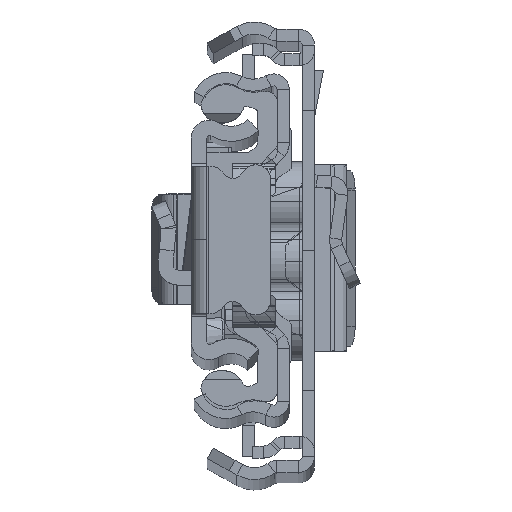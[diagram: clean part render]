
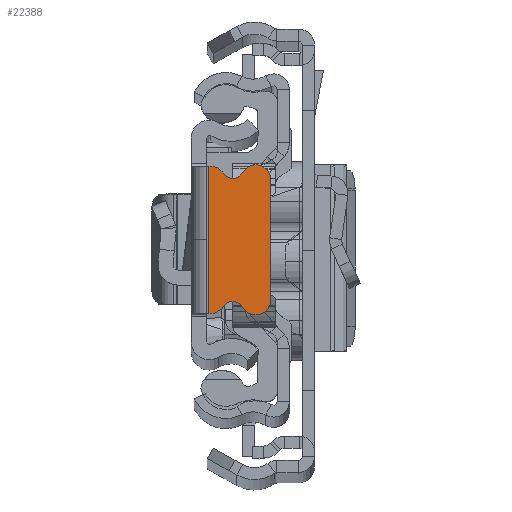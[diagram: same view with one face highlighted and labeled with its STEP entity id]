
A CAD part, top view. The second image highlights one B-rep face of the part: STEP entity #22388.
In plain terms, the highlighted planar face has unit normal (0, 0, 1).
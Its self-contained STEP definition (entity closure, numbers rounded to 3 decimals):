
#215 = EDGE_CURVE ( 'NONE', #13099, #3468, #17665, .T. ) ;
#516 = CARTESIAN_POINT ( 'NONE',  ( -3.206, 6.658, 0. ) ) ;
#956 = VERTEX_POINT ( 'NONE', #516 ) ;
#1267 = CARTESIAN_POINT ( 'NONE',  ( -1.75, 7.37, 0. ) ) ;
#1270 = CARTESIAN_POINT ( 'NONE',  ( -7.929, 6., 0. ) ) ;
#1352 = DIRECTION ( 'NONE',  ( 0., 0., 1. ) ) ;
#1354 = EDGE_CURVE ( 'NONE', #15276, #13099, #6762, .T. ) ;
#1415 = VERTEX_POINT ( 'NONE', #1270 ) ;
#1528 = CARTESIAN_POINT ( 'NONE',  ( -5.109, -6.713, 0. ) ) ;
#1663 = DIRECTION ( 'NONE',  ( 1., 0., 0. ) ) ;
#2388 = AXIS2_PLACEMENT_3D ( 'NONE', #23945, #13814, #9563 ) ;
#3169 = ORIENTED_EDGE ( 'NONE', *, *, #14231, .T. ) ;
#3219 = CARTESIAN_POINT ( 'NONE',  ( -1.929, -5.87, 0. ) ) ;
#3468 = VERTEX_POINT ( 'NONE', #20274 ) ;
#3850 = LINE ( 'NONE', #11990, #9909 ) ;
#4542 = DIRECTION ( 'NONE',  ( 1., 0., 0. ) ) ;
#4769 = DIRECTION ( 'NONE',  ( 0., 0., 1. ) ) ;
#5325 = DIRECTION ( 'NONE',  ( -1., 0., 0. ) ) ;
#5459 = DIRECTION ( 'NONE',  ( 0., 0., -1. ) ) ;
#5748 = EDGE_CURVE ( 'NONE', #12231, #10967, #7348, .T. ) ;
#5792 = ORIENTED_EDGE ( 'NONE', *, *, #5748, .T. ) ;
#5886 = DIRECTION ( 'NONE',  ( -1., 0., 0. ) ) ;
#5887 = EDGE_CURVE ( 'NONE', #1415, #20403, #3850, .T. ) ;
#6010 = ORIENTED_EDGE ( 'NONE', *, *, #10853, .T. ) ;
#6078 = AXIS2_PLACEMENT_3D ( 'NONE', #23569, #5459, #5325 ) ;
#6354 = ORIENTED_EDGE ( 'NONE', *, *, #23307, .T. ) ;
#6520 = EDGE_CURVE ( 'NONE', #3468, #7536, #15119, .T. ) ;
#6762 = LINE ( 'NONE', #14869, #17275 ) ;
#7029 = EDGE_CURVE ( 'NONE', #956, #14998, #15496, .T. ) ;
#7348 = CIRCLE ( 'NONE', #6078, 1.1 ) ;
#7536 = VERTEX_POINT ( 'NONE', #13097 ) ;
#7905 = CIRCLE ( 'NONE', #2388, 1.5 ) ;
#7944 = CIRCLE ( 'NONE', #26234, 1.5 ) ;
#8142 = DIRECTION ( 'NONE',  ( 0., 0., -1. ) ) ;
#8530 = CARTESIAN_POINT ( 'NONE',  ( -5.109, 6.713, 0. ) ) ;
#8790 = CARTESIAN_POINT ( 'NONE',  ( 594.071, 0., 0. ) ) ;
#8961 = AXIS2_PLACEMENT_3D ( 'NONE', #19619, #1352, #5886 ) ;
#9100 = AXIS2_PLACEMENT_3D ( 'NONE', #10163, #8142, #17713 ) ;
#9563 = DIRECTION ( 'NONE',  ( 1., 0., 0. ) ) ;
#9762 = ORIENTED_EDGE ( 'NONE', *, *, #7029, .T. ) ;
#9909 = VECTOR ( 'NONE', #18112, 1000. ) ;
#10163 = CARTESIAN_POINT ( 'NONE',  ( -4.142, 7.236, 0. ) ) ;
#10550 = CARTESIAN_POINT ( 'NONE',  ( -7.929, -6., 0. ) ) ;
#10633 = AXIS2_PLACEMENT_3D ( 'NONE', #8790, #13054, #4542 ) ;
#10853 = EDGE_CURVE ( 'NONE', #20403, #12231, #7905, .T. ) ;
#10967 = VERTEX_POINT ( 'NONE', #22466 ) ;
#11194 = PLANE ( 'NONE',  #10633 ) ;
#11251 = ORIENTED_EDGE ( 'NONE', *, *, #215, .F. ) ;
#11880 = DIRECTION ( 'NONE',  ( 0., 0., 1. ) ) ;
#11990 = CARTESIAN_POINT ( 'NONE',  ( -7.929, -6., 0. ) ) ;
#12231 = VERTEX_POINT ( 'NONE', #1528 ) ;
#13054 = DIRECTION ( 'NONE',  ( 0., 0., 1. ) ) ;
#13097 = CARTESIAN_POINT ( 'NONE',  ( -1.929, -7.37, 0. ) ) ;
#13099 = VERTEX_POINT ( 'NONE', #1267 ) ;
#13122 = DIRECTION ( 'NONE',  ( -1., 0., 0. ) ) ;
#13814 = DIRECTION ( 'NONE',  ( 0., 0., 1. ) ) ;
#14231 = EDGE_CURVE ( 'NONE', #15276, #956, #7944, .T. ) ;
#14326 = VECTOR ( 'NONE', #21653, 1000. ) ;
#14869 = CARTESIAN_POINT ( 'NONE',  ( -1.929, 7.37, 0. ) ) ;
#14998 = VERTEX_POINT ( 'NONE', #8530 ) ;
#15119 = LINE ( 'NONE', #23243, #23956 ) ;
#15276 = VERTEX_POINT ( 'NONE', #16126 ) ;
#15496 = CIRCLE ( 'NONE', #9100, 1.1 ) ;
#15629 = DIRECTION ( 'NONE',  ( 1., 0., 0. ) ) ;
#16126 = CARTESIAN_POINT ( 'NONE',  ( -1.929, 7.37, 0. ) ) ;
#16595 = CIRCLE ( 'NONE', #25502, 1.5 ) ;
#16641 = DIRECTION ( 'NONE',  ( -1., 0., 0. ) ) ;
#17275 = VECTOR ( 'NONE', #1663, 1000. ) ;
#17326 = FACE_OUTER_BOUND ( 'NONE', #24007, .T. ) ;
#17395 = ORIENTED_EDGE ( 'NONE', *, *, #5887, .T. ) ;
#17665 = LINE ( 'NONE', #21793, #14326 ) ;
#17713 = DIRECTION ( 'NONE',  ( 1., 0., 0. ) ) ;
#18112 = DIRECTION ( 'NONE',  ( 0., -1., 0. ) ) ;
#19619 = CARTESIAN_POINT ( 'NONE',  ( -6.429, 6., 0. ) ) ;
#19704 = ORIENTED_EDGE ( 'NONE', *, *, #22089, .T. ) ;
#20274 = CARTESIAN_POINT ( 'NONE',  ( -1.75, -7.37, 0. ) ) ;
#20403 = VERTEX_POINT ( 'NONE', #10550 ) ;
#20472 = CIRCLE ( 'NONE', #8961, 1.5 ) ;
#20972 = ORIENTED_EDGE ( 'NONE', *, *, #6520, .F. ) ;
#21653 = DIRECTION ( 'NONE',  ( 0., -1., 0. ) ) ;
#21793 = CARTESIAN_POINT ( 'NONE',  ( -1.75, 0., 0. ) ) ;
#22089 = EDGE_CURVE ( 'NONE', #10967, #7536, #16595, .T. ) ;
#22388 = ADVANCED_FACE ( 'NONE', ( #17326 ), #11194, .T. ) ;
#22466 = CARTESIAN_POINT ( 'NONE',  ( -3.206, -6.658, 0. ) ) ;
#23243 = CARTESIAN_POINT ( 'NONE',  ( -1.929, -7.37, 0. ) ) ;
#23307 = EDGE_CURVE ( 'NONE', #14998, #1415, #20472, .T. ) ;
#23524 = ORIENTED_EDGE ( 'NONE', *, *, #1354, .F. ) ;
#23569 = CARTESIAN_POINT ( 'NONE',  ( -4.142, -7.236, 0. ) ) ;
#23945 = CARTESIAN_POINT ( 'NONE',  ( -6.429, -6., 0. ) ) ;
#23956 = VECTOR ( 'NONE', #13122, 1000. ) ;
#24007 = EDGE_LOOP ( 'NONE', ( #11251, #23524, #3169, #9762, #6354, #17395, #6010, #5792, #19704, #20972 ) ) ;
#25016 = CARTESIAN_POINT ( 'NONE',  ( -1.929, 5.87, 0. ) ) ;
#25502 = AXIS2_PLACEMENT_3D ( 'NONE', #3219, #11880, #15629 ) ;
#26234 = AXIS2_PLACEMENT_3D ( 'NONE', #25016, #4769, #16641 ) ;
